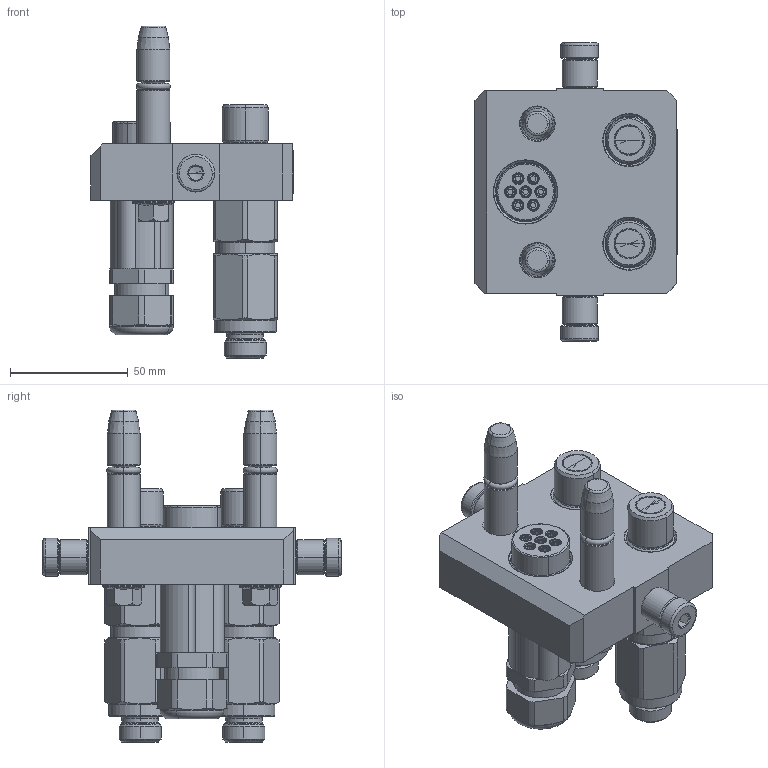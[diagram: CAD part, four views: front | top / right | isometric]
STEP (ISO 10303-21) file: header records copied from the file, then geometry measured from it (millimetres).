
FILE_DESCRIPTION (( 'STEP AP214' ), '1' );
FILE_NAME ('FASTER.step', '2021-04-23T07:54:03', ( '' ), ( '' ), 'SwSTEP 2.0', 'SolidWorks 2017', '' );
FILE_SCHEMA (( 'AUTOMOTIVE_DESIGN' ));
Length unit declared in the file: millimetre
Products named in the file (14): 3ffnp38_2_18m; 4830_013_3000_030; FASTER; 4820_010_0000_001; or2_62x9_19_m; 4830_021_0000_000; corspel08-7_m; P306_M_BASE; et002; 4830_044_0000_000; 4830_028_1000_011; conn_7p_m; 1540_080_0008_000
Assembly tree (21 placements, depth 3):
  FASTER
    P306_M_BASE
      4820_010_0000_001
      4830_021_0000_000  x2
      1540_080_0008_000  x2
      4830_013_3000_030  x2
      4830_028_1000_011  x2
      or2_62x9_19_m  x2
    conn_7p_m
      4830_044_0000_000  x3
      corspel08-7_m
    3ffnp38_2_18m  x2
      3ffnp38_2_18m
    et002
Bounding box: 85.8 x 126.6 x 141 mm (x, y, z)
Volume: 2873.9 mm3; surface area: 87471 mm2
Topology: 5 solids, 55 shells, 1987 faces, 5388 edges, 3522 vertices
Faces by surface type: plane 1164, cylinder 360, cone 293, torus 128, bspline 36, sphere 6
Entity records: 57831 total; most frequent: CARTESIAN_POINT 13530, ORIENTED_EDGE 8280, DIRECTION 7923, EDGE_CURVE 4289, VECTOR 3125, LINE 3125, VERTEX_POINT 2813, AXIS2_PLACEMENT_3D 2399
